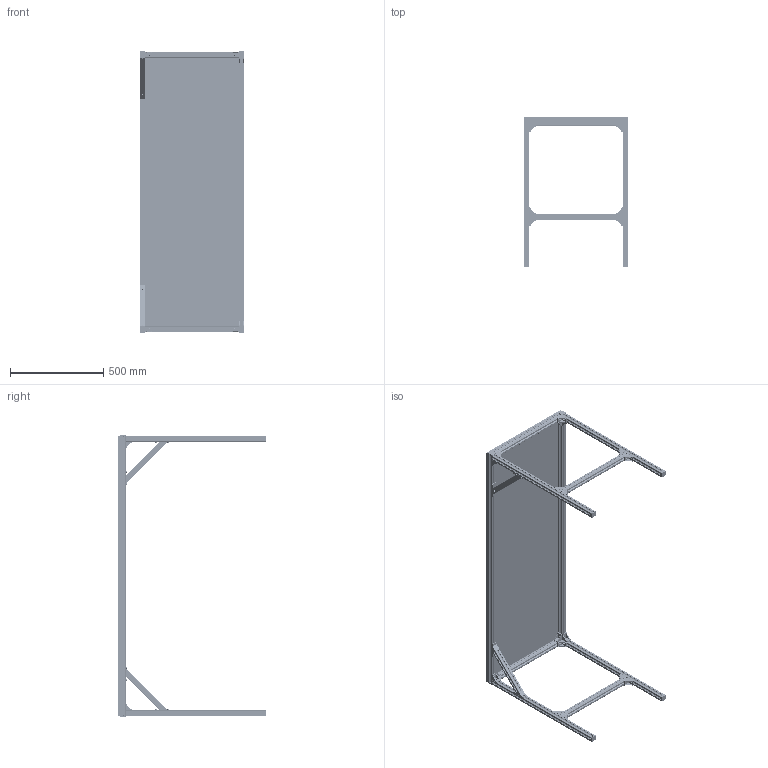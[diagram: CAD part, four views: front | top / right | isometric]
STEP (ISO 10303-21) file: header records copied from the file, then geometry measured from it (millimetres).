
FILE_DESCRIPTION(/* description */ (''),/* implementation_level */ '2;1');
FILE_NAME(/* name */ 'Table.stp',/* time_stamp */ '2020-08-16T02:48:11-04:00',/* author */ ('JK'),/* organization */ (''),/* preprocessor_version */ 'ST-DEVELOPER v18',/* originating_system */ 'Autodesk Inventor 2020',/* authorisation */ '');
FILE_SCHEMA (('AUTOMOTIVE_DESIGN { 1 0 10303 214 3 1 1 }'));
Products named in the file (39): Table; Topassembly; 30x30x1500; Cobertura; boltnuttopassembly_MIR; M5x15BoltFlatHead_MIR; T_Slot_Nut_Dropin_3030m5ipt_MIR; boltnuttopassembly; Perno M5x8 cabeza plana; Sideassembly; Legassembly; 30x30x750; 3030_endCap v4; Legstretcher; 30x30x500; Cornerassembly; 3030 corner bracket; diagonalstretcher; 30x30x250; 45degreebracketassembly; 45bracket; Perno M5x8 cabeza plana_1; T_Slot_Nut_Dropin_3030m5ipt; M8x16socketheadbolt; Sideassembly_MIR; Legassembly_MIR; 30x30x750_MIR; 3030_endCap v4_MIR; Legstretcher_MIR; 30x30x500_MIR; Cornerassembly_MIR; 3030cornerbracket_MIR; diagonalstretcher_MIR; 30x30x250_MIR; 45degreebracketassembly_MIR; 45degreebracket_MIR; M5x12BoltFlatHead_MIR; T_Slot_Nut_Dropin_3030m5ipt_MIR1; M8x16socketheadbolt_MIR
Assembly tree (86 placements, depth 5):
  Table
    Topassembly
      30x30x1500  x2
      30x30x500  x2
      Cobertura
      Cornerassembly  x4
        3030 corner bracket
        T_Slot_Nut_Dropin_3030m5ipt
        Perno M5x8 cabeza plana_1
      boltnuttopassembly  x11
        Perno M5x8 cabeza plana
        T_Slot_Nut_Dropin_3030m5ipt
      boltnuttopassembly_MIR
        M5x15BoltFlatHead_MIR
        T_Slot_Nut_Dropin_3030m5ipt_MIR
      3030_endCap v4  x4
    Sideassembly
      Legassembly  x2
        30x30x750
        3030_endCap v4
        Cornerassembly
          3030 corner bracket
          T_Slot_Nut_Dropin_3030m5ipt  x2
          Perno M5x8 cabeza plana_1  x2
      Legstretcher
        30x30x500
        Cornerassembly  x4
          3030 corner bracket
          T_Slot_Nut_Dropin_3030m5ipt
          Perno M5x8 cabeza plana_1
    diagonalstretcher
      30x30x250
      45degreebracketassembly  x2
        45bracket
        Perno M5x8 cabeza plana_1
        T_Slot_Nut_Dropin_3030m5ipt
        M8x16socketheadbolt
    Sideassembly_MIR
      Legassembly_MIR  x2
        30x30x750_MIR
        3030_endCap v4_MIR
        Cornerassembly_MIR
          3030cornerbracket_MIR
          T_Slot_Nut_Dropin_3030m5ipt_MIR1  x2
          M5x12BoltFlatHead_MIR  x2
      Legstretcher_MIR
        30x30x500_MIR
        Cornerassembly_MIR  x4
          3030cornerbracket_MIR
          T_Slot_Nut_Dropin_3030m5ipt_MIR1
          M5x12BoltFlatHead_MIR
    diagonalstretcher_MIR
      30x30x250_MIR
      45degreebracketassembly_MIR  x2
        45degreebracket_MIR
        M5x12BoltFlatHead_MIR
        T_Slot_Nut_Dropin_3030m5ipt_MIR1
        M8x16socketheadbolt_MIR
Bounding box: 560 x 796.5 x 1508 mm (x, y, z)
Volume: 13503275.3 mm3; surface area: 4657980.2 mm2
Topology: 169 solids, 169 shells, 8694 faces, 23212 edges, 15088 vertices
Faces by surface type: plane 6610, cylinder 1380, cone 516, torus 180, bspline 8
Full cylindrical faces by diameter (mm): 4.234 x60, 5 x60, 5.6 x8, 6 x12, 6.701 x56, 6.8 x12, 6.86 x8, 8 x60, 8.8 x4, 9 x60, 9.5 x12, 13 x4, 14 x4
Entity records: 58548 total; most frequent: CARTESIAN_POINT 15271, ORIENTED_EDGE 8666, DIRECTION 8466, EDGE_CURVE 4333, LINE 3260, VECTOR 3260, VERTEX_POINT 2834, AXIS2_PLACEMENT_3D 2603
